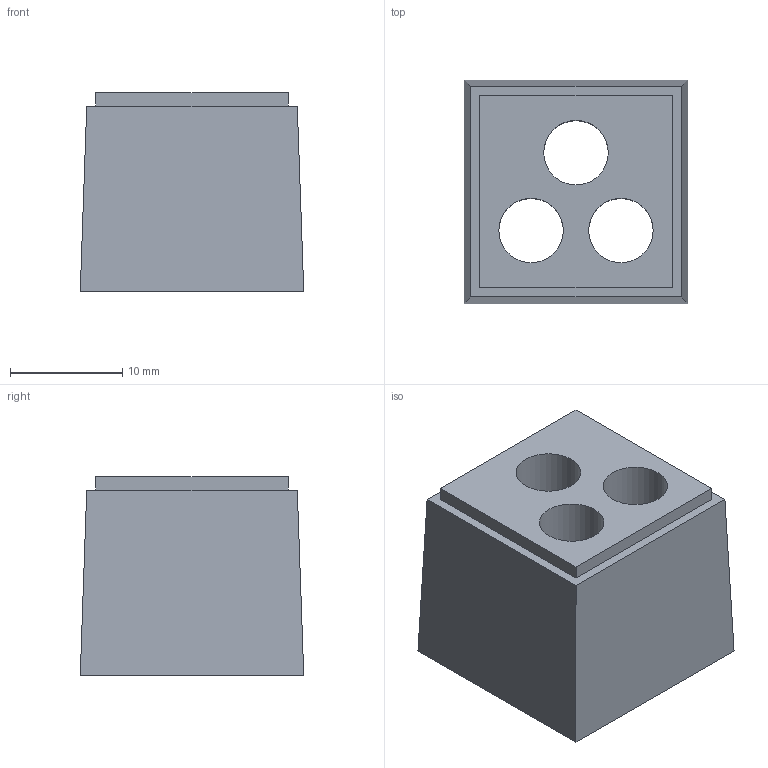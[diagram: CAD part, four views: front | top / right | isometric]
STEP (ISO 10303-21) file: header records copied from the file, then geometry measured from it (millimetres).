
FILE_DESCRIPTION(/* description */ (''),/* implementation_level */ '2;1');
FILE_NAME(/* name */ '28687_4_KDS-DE_3X5-6.stp',/* time_stamp */ '2021-07-27T08:54:41+02:00',/* author */ (''),/* organization */ (''),/* preprocessor_version */ 'ST-DEVELOPER v16.7',/* originating_system */ 'SIEMENS PLM Software NX 12.0',/* authorisation */ '');
FILE_SCHEMA (('AUTOMOTIVE_DESIGN { 1 0 10303 214 3 1 1 1 }'));
Length unit declared in the file: millimetre
Products named in the file (1): 28687_4_KDS-DE_3X5-6
Bounding box: 19.9 x 19.9 x 17.7 mm (x, y, z)
Volume: 5129.3 mm3; surface area: 2930.4 mm2
Topology: 1 solids, 1 shells, 114 faces, 292 edges, 195 vertices
Faces by surface type: plane 87, extrusion 22, cylinder 5
Full cylindrical faces by diameter (mm): 5 x2, 5.74 x3
Entity records: 3928 total; most frequent: CARTESIAN_POINT 1207, ORIENTED_EDGE 572, DIRECTION 460, EDGE_CURVE 286, VECTOR 254, LINE 232, VERTEX_POINT 194, EDGE_LOOP 140
